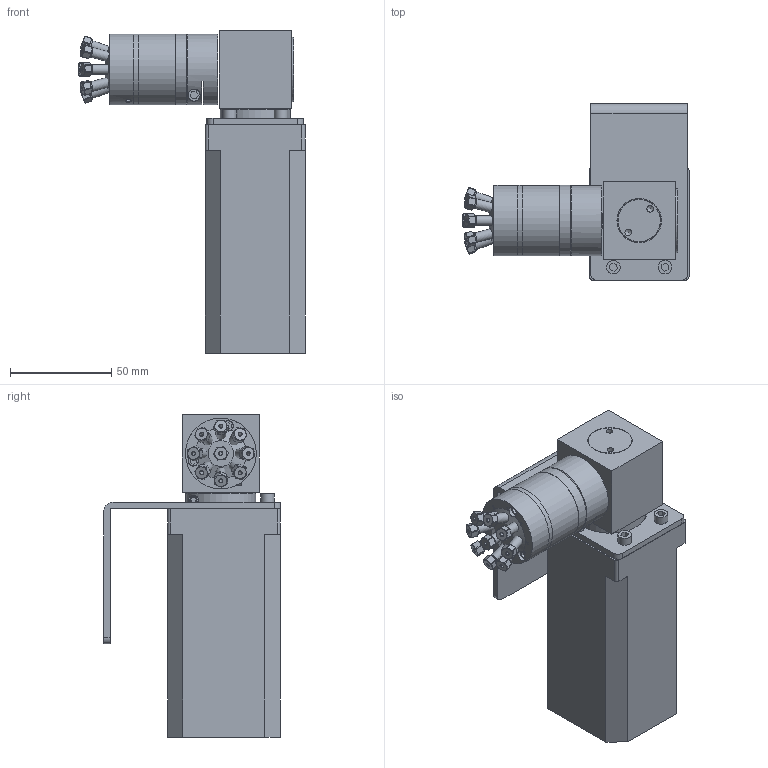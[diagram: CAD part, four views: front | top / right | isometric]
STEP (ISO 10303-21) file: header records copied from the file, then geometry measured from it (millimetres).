
FILE_DESCRIPTION((''),'2;1');
FILE_NAME('312365-C25Z-3188EMHR 8 port mpos valve with RAD electric actuated.stp','2013-08-14T15:56:58',('Franzp'),(''),'Autodesk Inventor 2013','Autodesk Inventor 2013','');
FILE_SCHEMA(('AUTOMOTIVE_DESIGN { 1 0 10303 214 1 1 1 1 }'));
Length unit declared in the file: millimetre
Products named in the file (1): 312365_Shrinkwrap_1
Bounding box: 111.47 x 87.12 x 158.93 mm (x, y, z)
Surface area: 64716.6 mm2 (no closed solid volume)
Topology: 0 solids, 46 shells, 276 faces, 1097 edges, 824 vertices
Faces by surface type: plane 164, cylinder 72, cone 32, torus 8
Full cylindrical faces by diameter (mm): 1.75 x9, 2.156 x1, 3.2 x2, 3.21 x2, 3.302 x2, 3.51 x1, 4.166 x1, 4.32 x2, 4.76 x1, 4.826 x9, 5.08 x3, 5.65 x1, 5.78 x1, 5.84 x1, 5.94 x1, 6.7 x2, 19.025 x1, 19.05 x1, 19.075 x1, 31.75 x1, 34.671 x1, 34.798 x1, 34.925 x3
Entity records: 11583 total; most frequent: CARTESIAN_POINT 2864, DIRECTION 1646, ORIENTED_EDGE 1371, EDGE_CURVE 957, VERTEX_POINT 772, AXIS2_PLACEMENT_3D 597, EDGE_LOOP 455, VECTOR 452
